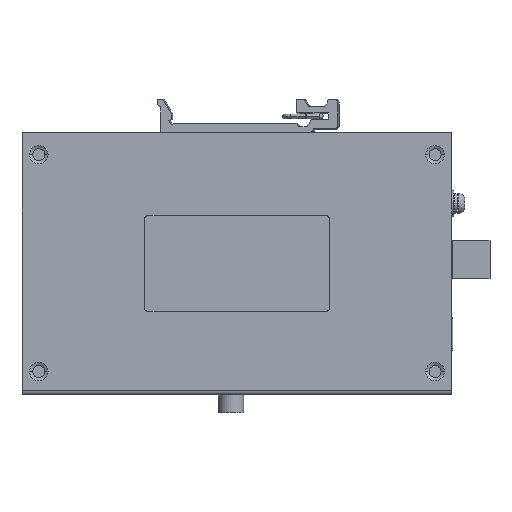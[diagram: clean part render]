
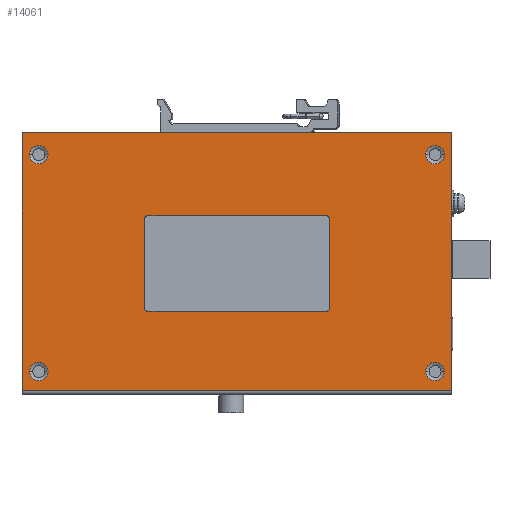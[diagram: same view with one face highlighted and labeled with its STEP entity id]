
A CAD part, top view. The second image highlights one B-rep face of the part: STEP entity #14061.
In plain terms, the highlighted planar face has unit normal (0, 0, 1).
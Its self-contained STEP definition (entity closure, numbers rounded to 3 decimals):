
#6616=DIRECTION('',(0.,-1.,0.));
#6617=VECTOR('',#6616,69.);
#6618=CARTESIAN_POINT('',(-57.5,0.,1.));
#6619=LINE('',#6618,#6617);
#7674=DIRECTION('',(-1.,0.,0.));
#7675=VECTOR('',#7674,115.);
#7676=CARTESIAN_POINT('',(57.5,0.,1.));
#7677=LINE('',#7676,#7675);
#7886=DIRECTION('',(1.,0.,0.));
#7887=VECTOR('',#7886,115.);
#7888=CARTESIAN_POINT('',(-57.5,-69.,1.));
#7889=LINE('',#7888,#7887);
#7890=CARTESIAN_POINT('',(53.,-5.9,1.));
#7891=DIRECTION('',(0.,0.,1.));
#7892=DIRECTION('',(1.,0.,0.));
#7893=AXIS2_PLACEMENT_3D('',#7890,#7891,#7892);
#7895=CARTESIAN_POINT('',(53.,-5.9,1.));
#7896=DIRECTION('',(0.,0.,1.));
#7897=DIRECTION('',(0.,1.,0.));
#7898=AXIS2_PLACEMENT_3D('',#7895,#7896,#7897);
#7900=CARTESIAN_POINT('',(53.,-5.9,1.));
#7901=DIRECTION('',(0.,0.,1.));
#7902=DIRECTION('',(-1.,0.,0.));
#7903=AXIS2_PLACEMENT_3D('',#7900,#7901,#7902);
#7905=CARTESIAN_POINT('',(53.,-5.9,1.));
#7906=DIRECTION('',(0.,0.,1.));
#7907=DIRECTION('',(0.,-1.,0.));
#7908=AXIS2_PLACEMENT_3D('',#7905,#7906,#7907);
#7910=CARTESIAN_POINT('',(-53.,-63.9,1.));
#7911=DIRECTION('',(0.,0.,1.));
#7912=DIRECTION('',(1.,0.,0.));
#7913=AXIS2_PLACEMENT_3D('',#7910,#7911,#7912);
#7915=CARTESIAN_POINT('',(-53.,-63.9,1.));
#7916=DIRECTION('',(0.,0.,1.));
#7917=DIRECTION('',(0.,1.,0.));
#7918=AXIS2_PLACEMENT_3D('',#7915,#7916,#7917);
#7920=CARTESIAN_POINT('',(-53.,-63.9,1.));
#7921=DIRECTION('',(0.,0.,1.));
#7922=DIRECTION('',(-1.,0.,0.));
#7923=AXIS2_PLACEMENT_3D('',#7920,#7921,#7922);
#7925=CARTESIAN_POINT('',(-53.,-63.9,1.));
#7926=DIRECTION('',(0.,0.,1.));
#7927=DIRECTION('',(0.,-1.,0.));
#7928=AXIS2_PLACEMENT_3D('',#7925,#7926,#7927);
#7930=CARTESIAN_POINT('',(-53.,-5.9,1.));
#7931=DIRECTION('',(0.,0.,1.));
#7932=DIRECTION('',(1.,0.,0.));
#7933=AXIS2_PLACEMENT_3D('',#7930,#7931,#7932);
#7935=CARTESIAN_POINT('',(-53.,-5.9,1.));
#7936=DIRECTION('',(0.,0.,1.));
#7937=DIRECTION('',(0.,1.,0.));
#7938=AXIS2_PLACEMENT_3D('',#7935,#7936,#7937);
#7940=CARTESIAN_POINT('',(-53.,-5.9,1.));
#7941=DIRECTION('',(0.,0.,1.));
#7942=DIRECTION('',(-1.,0.,0.));
#7943=AXIS2_PLACEMENT_3D('',#7940,#7941,#7942);
#7945=CARTESIAN_POINT('',(-53.,-5.9,1.));
#7946=DIRECTION('',(0.,0.,1.));
#7947=DIRECTION('',(0.,-1.,0.));
#7948=AXIS2_PLACEMENT_3D('',#7945,#7946,#7947);
#7950=CARTESIAN_POINT('',(53.,-63.9,1.));
#7951=DIRECTION('',(0.,0.,1.));
#7952=DIRECTION('',(1.,0.,0.));
#7953=AXIS2_PLACEMENT_3D('',#7950,#7951,#7952);
#7955=CARTESIAN_POINT('',(53.,-63.9,1.));
#7956=DIRECTION('',(0.,0.,1.));
#7957=DIRECTION('',(0.,1.,0.));
#7958=AXIS2_PLACEMENT_3D('',#7955,#7956,#7957);
#7960=CARTESIAN_POINT('',(53.,-63.9,1.));
#7961=DIRECTION('',(0.,0.,1.));
#7962=DIRECTION('',(-1.,0.,0.));
#7963=AXIS2_PLACEMENT_3D('',#7960,#7961,#7962);
#7965=CARTESIAN_POINT('',(53.,-63.9,1.));
#7966=DIRECTION('',(0.,0.,1.));
#7967=DIRECTION('',(0.,-1.,0.));
#7968=AXIS2_PLACEMENT_3D('',#7965,#7966,#7967);
#7970=CARTESIAN_POINT('',(23.8,-46.8,1.));
#7971=DIRECTION('',(0.,0.,1.));
#7972=DIRECTION('',(0.,-1.,0.));
#7973=AXIS2_PLACEMENT_3D('',#7970,#7971,#7972);
#7975=CARTESIAN_POINT('',(23.8,-23.2,1.));
#7976=DIRECTION('',(0.,0.,1.));
#7977=DIRECTION('',(1.,0.,0.));
#7978=AXIS2_PLACEMENT_3D('',#7975,#7976,#7977);
#7980=CARTESIAN_POINT('',(-23.8,-23.2,1.));
#7981=DIRECTION('',(0.,0.,1.));
#7982=DIRECTION('',(0.,1.,0.));
#7983=AXIS2_PLACEMENT_3D('',#7980,#7981,#7982);
#7985=CARTESIAN_POINT('',(-23.8,-46.8,1.));
#7986=DIRECTION('',(0.,0.,1.));
#7987=DIRECTION('',(-1.,0.,0.));
#7988=AXIS2_PLACEMENT_3D('',#7985,#7986,#7987);
#8004=DIRECTION('',(0.,1.,0.));
#8005=VECTOR('',#8004,69.);
#8006=CARTESIAN_POINT('',(57.5,-69.,1.));
#8007=LINE('',#8006,#8005);
#8844=DIRECTION('',(-1.,0.,0.));
#8845=VECTOR('',#8844,47.6);
#8846=CARTESIAN_POINT('',(23.8,-47.8,1.));
#8847=LINE('',#8846,#8845);
#8856=DIRECTION('',(0.,1.,0.));
#8857=VECTOR('',#8856,23.6);
#8858=CARTESIAN_POINT('',(-24.8,-46.8,1.));
#8859=LINE('',#8858,#8857);
#8868=DIRECTION('',(1.,0.,0.));
#8869=VECTOR('',#8868,47.6);
#8870=CARTESIAN_POINT('',(-23.8,-22.2,1.));
#8871=LINE('',#8870,#8869);
#8880=DIRECTION('',(0.,-1.,0.));
#8881=VECTOR('',#8880,23.6);
#8882=CARTESIAN_POINT('',(24.8,-23.2,1.));
#8883=LINE('',#8882,#8881);
#11548=CARTESIAN_POINT('',(-57.5,0.,1.));
#11550=VERTEX_POINT('',#11548);
#11552=CARTESIAN_POINT('',(-57.5,-69.,1.));
#11553=VERTEX_POINT('',#11552);
#12082=CARTESIAN_POINT('',(57.5,0.,1.));
#12083=VERTEX_POINT('',#12082);
#12162=CARTESIAN_POINT('',(57.5,-69.,1.));
#12163=VERTEX_POINT('',#12162);
#12164=CARTESIAN_POINT('',(55.466,-5.9,1.));
#12165=CARTESIAN_POINT('',(53.,-3.434,1.));
#12166=VERTEX_POINT('',#12164);
#12167=VERTEX_POINT('',#12165);
#12168=CARTESIAN_POINT('',(50.534,-5.9,1.));
#12169=VERTEX_POINT('',#12168);
#12170=CARTESIAN_POINT('',(53.,-8.366,1.));
#12171=VERTEX_POINT('',#12170);
#12172=CARTESIAN_POINT('',(-50.534,-63.9,1.));
#12173=CARTESIAN_POINT('',(-53.,-61.434,1.));
#12174=VERTEX_POINT('',#12172);
#12175=VERTEX_POINT('',#12173);
#12176=CARTESIAN_POINT('',(-55.466,-63.9,1.));
#12177=VERTEX_POINT('',#12176);
#12178=CARTESIAN_POINT('',(-53.,-66.366,1.));
#12179=VERTEX_POINT('',#12178);
#12180=CARTESIAN_POINT('',(-50.534,-5.9,1.));
#12181=CARTESIAN_POINT('',(-53.,-3.434,1.));
#12182=VERTEX_POINT('',#12180);
#12183=VERTEX_POINT('',#12181);
#12184=CARTESIAN_POINT('',(-55.466,-5.9,1.));
#12185=VERTEX_POINT('',#12184);
#12186=CARTESIAN_POINT('',(-53.,-8.366,1.));
#12187=VERTEX_POINT('',#12186);
#12188=CARTESIAN_POINT('',(55.466,-63.9,1.));
#12189=CARTESIAN_POINT('',(53.,-61.434,1.));
#12190=VERTEX_POINT('',#12188);
#12191=VERTEX_POINT('',#12189);
#12192=CARTESIAN_POINT('',(50.534,-63.9,1.));
#12193=VERTEX_POINT('',#12192);
#12194=CARTESIAN_POINT('',(53.,-66.366,1.));
#12195=VERTEX_POINT('',#12194);
#12196=CARTESIAN_POINT('',(23.8,-47.8,1.));
#12197=CARTESIAN_POINT('',(-23.8,-47.8,1.));
#12198=VERTEX_POINT('',#12196);
#12199=VERTEX_POINT('',#12197);
#12200=CARTESIAN_POINT('',(24.8,-46.8,1.));
#12201=VERTEX_POINT('',#12200);
#12202=CARTESIAN_POINT('',(24.8,-23.2,1.));
#12203=VERTEX_POINT('',#12202);
#12204=CARTESIAN_POINT('',(23.8,-22.2,1.));
#12205=VERTEX_POINT('',#12204);
#12206=CARTESIAN_POINT('',(-23.8,-22.2,1.));
#12207=VERTEX_POINT('',#12206);
#12208=CARTESIAN_POINT('',(-24.8,-23.2,1.));
#12209=VERTEX_POINT('',#12208);
#12210=CARTESIAN_POINT('',(-24.8,-46.8,1.));
#12211=VERTEX_POINT('',#12210);
#13991=CARTESIAN_POINT('',(0.,0.,1.));
#13992=DIRECTION('',(0.,0.,1.));
#13993=DIRECTION('',(1.,0.,0.));
#13994=AXIS2_PLACEMENT_3D('',#13991,#13992,#13993);
#13995=PLANE('',#13994);
#13996=ORIENTED_EDGE('',*,*,#13163,.F.);
#13997=ORIENTED_EDGE('',*,*,#13836,.F.);
#13999=ORIENTED_EDGE('',*,*,#13998,.F.);
#14000=ORIENTED_EDGE('',*,*,#13984,.F.);
#14001=EDGE_LOOP('',(#13996,#13997,#13999,#14000));
#14002=FACE_OUTER_BOUND('',#14001,.F.);
#14004=ORIENTED_EDGE('',*,*,#14003,.T.);
#14006=ORIENTED_EDGE('',*,*,#14005,.T.);
#14008=ORIENTED_EDGE('',*,*,#14007,.T.);
#14010=ORIENTED_EDGE('',*,*,#14009,.T.);
#14011=EDGE_LOOP('',(#14004,#14006,#14008,#14010));
#14012=FACE_BOUND('',#14011,.F.);
#14014=ORIENTED_EDGE('',*,*,#14013,.T.);
#14016=ORIENTED_EDGE('',*,*,#14015,.T.);
#14018=ORIENTED_EDGE('',*,*,#14017,.T.);
#14020=ORIENTED_EDGE('',*,*,#14019,.T.);
#14021=EDGE_LOOP('',(#14014,#14016,#14018,#14020));
#14022=FACE_BOUND('',#14021,.F.);
#14024=ORIENTED_EDGE('',*,*,#14023,.T.);
#14026=ORIENTED_EDGE('',*,*,#14025,.T.);
#14028=ORIENTED_EDGE('',*,*,#14027,.T.);
#14030=ORIENTED_EDGE('',*,*,#14029,.T.);
#14031=EDGE_LOOP('',(#14024,#14026,#14028,#14030));
#14032=FACE_BOUND('',#14031,.F.);
#14034=ORIENTED_EDGE('',*,*,#14033,.T.);
#14036=ORIENTED_EDGE('',*,*,#14035,.T.);
#14038=ORIENTED_EDGE('',*,*,#14037,.T.);
#14040=ORIENTED_EDGE('',*,*,#14039,.T.);
#14041=EDGE_LOOP('',(#14034,#14036,#14038,#14040));
#14042=FACE_BOUND('',#14041,.F.);
#14044=ORIENTED_EDGE('',*,*,#14043,.F.);
#14046=ORIENTED_EDGE('',*,*,#14045,.T.);
#14048=ORIENTED_EDGE('',*,*,#14047,.F.);
#14050=ORIENTED_EDGE('',*,*,#14049,.T.);
#14052=ORIENTED_EDGE('',*,*,#14051,.F.);
#14054=ORIENTED_EDGE('',*,*,#14053,.T.);
#14056=ORIENTED_EDGE('',*,*,#14055,.F.);
#14058=ORIENTED_EDGE('',*,*,#14057,.T.);
#14059=EDGE_LOOP('',(#14044,#14046,#14048,#14050,#14052,#14054,#14056,#14058));
#14060=FACE_BOUND('',#14059,.F.);
#14061=ADVANCED_FACE('',(#14002,#14012,#14022,#14032,#14042,#14060),#13995,.T.);
#7894=CIRCLE('',#7893,2.466);
#7899=CIRCLE('',#7898,2.466);
#7904=CIRCLE('',#7903,2.466);
#7909=CIRCLE('',#7908,2.466);
#7914=CIRCLE('',#7913,2.466);
#7919=CIRCLE('',#7918,2.466);
#7924=CIRCLE('',#7923,2.466);
#7929=CIRCLE('',#7928,2.466);
#7934=CIRCLE('',#7933,2.466);
#7939=CIRCLE('',#7938,2.466);
#7944=CIRCLE('',#7943,2.466);
#7949=CIRCLE('',#7948,2.466);
#7954=CIRCLE('',#7953,2.466);
#7959=CIRCLE('',#7958,2.466);
#7964=CIRCLE('',#7963,2.466);
#7969=CIRCLE('',#7968,2.466);
#7974=CIRCLE('',#7973,1.);
#7979=CIRCLE('',#7978,1.);
#7984=CIRCLE('',#7983,1.);
#7989=CIRCLE('',#7988,1.);
#13163=EDGE_CURVE('',#11550,#11553,#6619,.T.);
#13836=EDGE_CURVE('',#12083,#11550,#7677,.T.);
#13984=EDGE_CURVE('',#11553,#12163,#7889,.T.);
#13998=EDGE_CURVE('',#12163,#12083,#8007,.T.);
#14003=EDGE_CURVE('',#12166,#12167,#7894,.T.);
#14005=EDGE_CURVE('',#12167,#12169,#7899,.T.);
#14007=EDGE_CURVE('',#12169,#12171,#7904,.T.);
#14009=EDGE_CURVE('',#12171,#12166,#7909,.T.);
#14013=EDGE_CURVE('',#12174,#12175,#7914,.T.);
#14015=EDGE_CURVE('',#12175,#12177,#7919,.T.);
#14017=EDGE_CURVE('',#12177,#12179,#7924,.T.);
#14019=EDGE_CURVE('',#12179,#12174,#7929,.T.);
#14023=EDGE_CURVE('',#12182,#12183,#7934,.T.);
#14025=EDGE_CURVE('',#12183,#12185,#7939,.T.);
#14027=EDGE_CURVE('',#12185,#12187,#7944,.T.);
#14029=EDGE_CURVE('',#12187,#12182,#7949,.T.);
#14033=EDGE_CURVE('',#12190,#12191,#7954,.T.);
#14035=EDGE_CURVE('',#12191,#12193,#7959,.T.);
#14037=EDGE_CURVE('',#12193,#12195,#7964,.T.);
#14039=EDGE_CURVE('',#12195,#12190,#7969,.T.);
#14043=EDGE_CURVE('',#12198,#12199,#8847,.T.);
#14045=EDGE_CURVE('',#12198,#12201,#7974,.T.);
#14047=EDGE_CURVE('',#12203,#12201,#8883,.T.);
#14049=EDGE_CURVE('',#12203,#12205,#7979,.T.);
#14051=EDGE_CURVE('',#12207,#12205,#8871,.T.);
#14053=EDGE_CURVE('',#12207,#12209,#7984,.T.);
#14055=EDGE_CURVE('',#12211,#12209,#8859,.T.);
#14057=EDGE_CURVE('',#12211,#12199,#7989,.T.);
